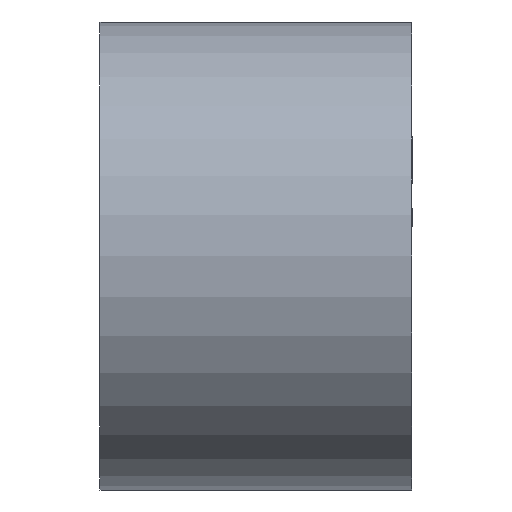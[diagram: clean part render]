
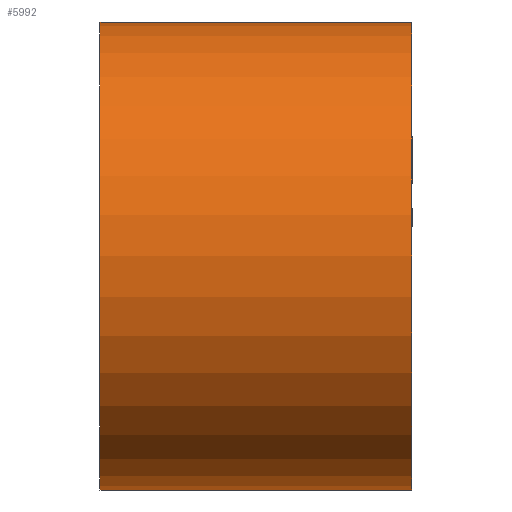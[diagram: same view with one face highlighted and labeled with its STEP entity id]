
A CAD part, left-side view. The second image highlights one B-rep face of the part: STEP entity #5992.
In plain terms, the highlighted cylindrical face has radius 4.763 mm (diameter 9.525 mm), a partial arc.
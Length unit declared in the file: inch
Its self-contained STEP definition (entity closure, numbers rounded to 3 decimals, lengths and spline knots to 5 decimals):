
#684 = CARTESIAN_POINT ( 'NONE',  ( -1.155, 0.25, 0.1875 ) ) ;
#760 = VERTEX_POINT ( 'NONE', #1395 ) ;
#829 = CARTESIAN_POINT ( 'NONE',  ( -1.155, 0.25, -0.1875 ) ) ;
#833 = DIRECTION ( 'NONE',  ( 0., 0., -1. ) ) ;
#862 = EDGE_LOOP ( 'NONE', ( #10588, #913, #9772, #10003 ) ) ;
#913 = ORIENTED_EDGE ( 'NONE', *, *, #10328, .F. ) ;
#1395 = CARTESIAN_POINT ( 'NONE',  ( -1.155, 0.25, 0.1875 ) ) ;
#1927 = AXIS2_PLACEMENT_3D ( 'NONE', #7158, #7862, #10415 ) ;
#1964 = AXIS2_PLACEMENT_3D ( 'NONE', #6584, #4103, #833 ) ;
#2262 = EDGE_CURVE ( 'NONE', #5955, #760, #5467, .T. ) ;
#2470 = DIRECTION ( 'NONE',  ( 0., -1., 0. ) ) ;
#2765 = VECTOR ( 'NONE', #7371, 39.37008 ) ;
#3017 = LINE ( 'NONE', #684, #2765 ) ;
#3393 = VECTOR ( 'NONE', #2470, 39.37008 ) ;
#3488 = VERTEX_POINT ( 'NONE', #8516 ) ;
#3790 = CYLINDRICAL_SURFACE ( 'NONE', #1964, 0.1875 ) ;
#4075 = DIRECTION ( 'NONE',  ( 0., 0., 1. ) ) ;
#4103 = DIRECTION ( 'NONE',  ( 0., -1., 0. ) ) ;
#4184 = LINE ( 'NONE', #829, #3393 ) ;
#4876 = CARTESIAN_POINT ( 'NONE',  ( -1.155, 0.25, -0.1875 ) ) ;
#4964 = CIRCLE ( 'NONE', #6896, 0.1875 ) ;
#5467 = CIRCLE ( 'NONE', #1927, 0.1875 ) ;
#5866 = FACE_OUTER_BOUND ( 'NONE', #862, .T. ) ;
#5955 = VERTEX_POINT ( 'NONE', #4876 ) ;
#5992 = ADVANCED_FACE ( 'NONE', ( #5866 ), #3790, .T. ) ;
#6032 = VERTEX_POINT ( 'NONE', #6614 ) ;
#6478 = DIRECTION ( 'NONE',  ( 0., 1., 0. ) ) ;
#6584 = CARTESIAN_POINT ( 'NONE',  ( -1.155, 0.25, 0. ) ) ;
#6614 = CARTESIAN_POINT ( 'NONE',  ( -1.155, 0., 0.1875 ) ) ;
#6800 = EDGE_CURVE ( 'NONE', #5955, #3488, #4184, .T. ) ;
#6896 = AXIS2_PLACEMENT_3D ( 'NONE', #8154, #6478, #4075 ) ;
#7024 = EDGE_CURVE ( 'NONE', #3488, #6032, #4964, .T. ) ;
#7158 = CARTESIAN_POINT ( 'NONE',  ( -1.155, 0.25, 0. ) ) ;
#7371 = DIRECTION ( 'NONE',  ( 0., -1., 0. ) ) ;
#7862 = DIRECTION ( 'NONE',  ( 0., 1., 0. ) ) ;
#8154 = CARTESIAN_POINT ( 'NONE',  ( -1.155, 0., 0. ) ) ;
#8516 = CARTESIAN_POINT ( 'NONE',  ( -1.155, 0., -0.1875 ) ) ;
#9772 = ORIENTED_EDGE ( 'NONE', *, *, #2262, .F. ) ;
#10003 = ORIENTED_EDGE ( 'NONE', *, *, #6800, .T. ) ;
#10328 = EDGE_CURVE ( 'NONE', #760, #6032, #3017, .T. ) ;
#10415 = DIRECTION ( 'NONE',  ( 0., 0., 1. ) ) ;
#10588 = ORIENTED_EDGE ( 'NONE', *, *, #7024, .T. ) ;
